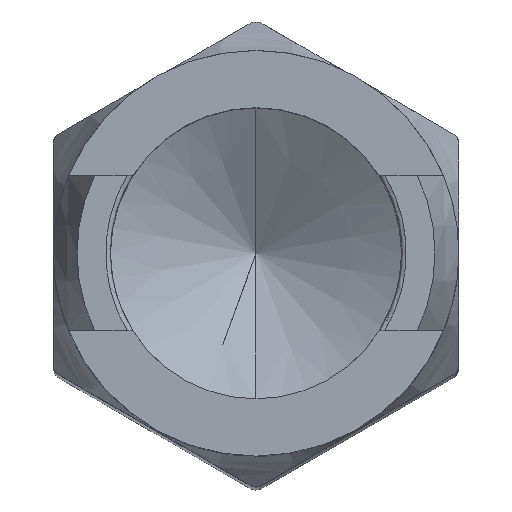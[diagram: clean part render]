
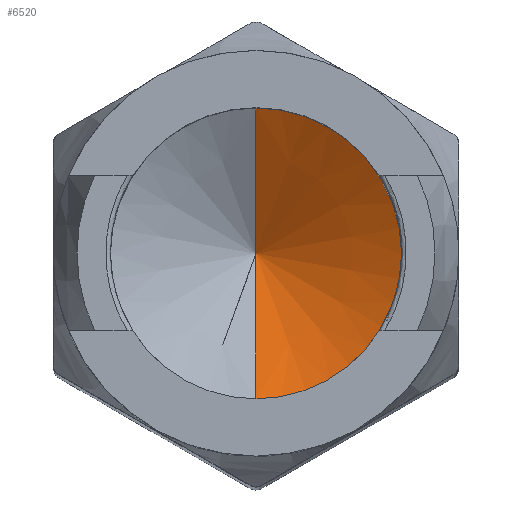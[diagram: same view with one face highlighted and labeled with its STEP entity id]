
A CAD part, top view. The second image highlights one B-rep face of the part: STEP entity #6520.
In plain terms, the highlighted conical face has half-angle 60 degrees and reference radius 6.1 mm.
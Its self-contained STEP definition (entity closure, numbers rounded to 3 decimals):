
#60=CARTESIAN_POINT('',(50.845,91.228,
-43.019));
#70=DIRECTION('',(0.,0.,-1.));
#80=DIRECTION('',(0.559,0.829,
0.));
#90=AXIS2_PLACEMENT_3D('',#60,#70,#80);
#100=CIRCLE('',#90,6.1);
#130=CARTESIAN_POINT('',(45.788,94.64,
-43.019));
#140=VERTEX_POINT('',#130);
#720=CARTESIAN_POINT('',(54.256,96.286,
-43.019));
#730=VERTEX_POINT('',#720);
#760=EDGE_CURVE('',#140,#730,#100,.T.);
#6260=CARTESIAN_POINT('',(50.845,91.228,
-43.019));
#6270=DIRECTION('',(0.,0.,1.));
#6280=DIRECTION('',(-0.829,0.559,
0.));
#6290=AXIS2_PLACEMENT_3D('',#6260,#6270,#6280);
#6300=CONICAL_SURFACE('',#6290,6.1,1.047);
#6310=CARTESIAN_POINT('',(55.902,87.817,
-43.019));
#6320=VERTEX_POINT('',#6310);
#6330=EDGE_CURVE('',#730,#6320,#100,.T.);
#6340=ORIENTED_EDGE('',*,*,#6330,.F.);
#6350=CARTESIAN_POINT('',(55.902,87.817,
-43.019));
#6360=DIRECTION('',(0.718,-0.484,
0.5));
#6370=VECTOR('',#6360,7.044);
#6380=LINE('',#6350,#6370);
#6390=CARTESIAN_POINT('',(50.845,91.228,
-46.541));
#6400=VERTEX_POINT('',#6390);
#6410=EDGE_CURVE('',#6400,#6320,#6380,.T.);
#6420=ORIENTED_EDGE('',*,*,#6410,.T.);
#6430=CARTESIAN_POINT('',(45.788,94.64,
-43.019));
#6440=DIRECTION('',(-0.718,0.484,
0.5));
#6450=VECTOR('',#6440,7.044);
#6460=LINE('',#6430,#6450);
#6470=EDGE_CURVE('',#6400,#140,#6460,.T.);
#6480=ORIENTED_EDGE('',*,*,#6470,.F.);
#6490=ORIENTED_EDGE('',*,*,#760,.F.);
#6500=EDGE_LOOP('',(#6490,#6480,#6420,#6340));
#6510=FACE_OUTER_BOUND('',#6500,.T.);
#6520=ADVANCED_FACE('',(#6510),#6300,.F.);
